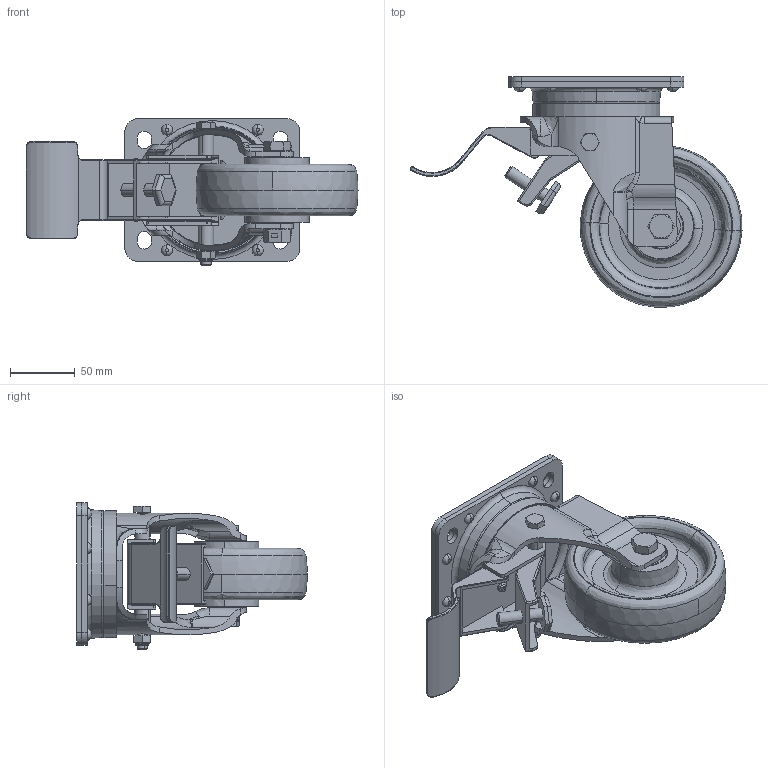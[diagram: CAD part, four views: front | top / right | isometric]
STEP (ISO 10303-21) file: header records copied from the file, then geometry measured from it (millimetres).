
FILE_DESCRIPTION (( 'STEP AP214' ), '1' );
FILE_NAME ('0014558.step', '2023-01-19T14:02:02', ( '' ), ( '' ), 'SwSTEP 2.0', 'SolidWorks 2020', '' );
FILE_SCHEMA (( 'AUTOMOTIVE_DESIGN' ));
Length unit declared in the file: millimetre
Products named in the file (1): 0014558
Bounding box: 256.2 x 177.9 x 113 mm (x, y, z)
Surface area: 176321.1 mm2 (no closed solid volume)
Topology: 0 solids, 24 shells, 541 faces, 1420 edges, 913 vertices
Faces by surface type: cylinder 179, plane 177, torus 65, bspline 62, cone 55, sphere 3
Entity records: 26665 total; most frequent: CARTESIAN_POINT 7841, DIRECTION 2741, ORIENTED_EDGE 2517, EDGE_CURVE 1405, AXIS2_PLACEMENT_3D 1099, VERTEX_POINT 911, CIRCLE 619, EDGE_LOOP 610
